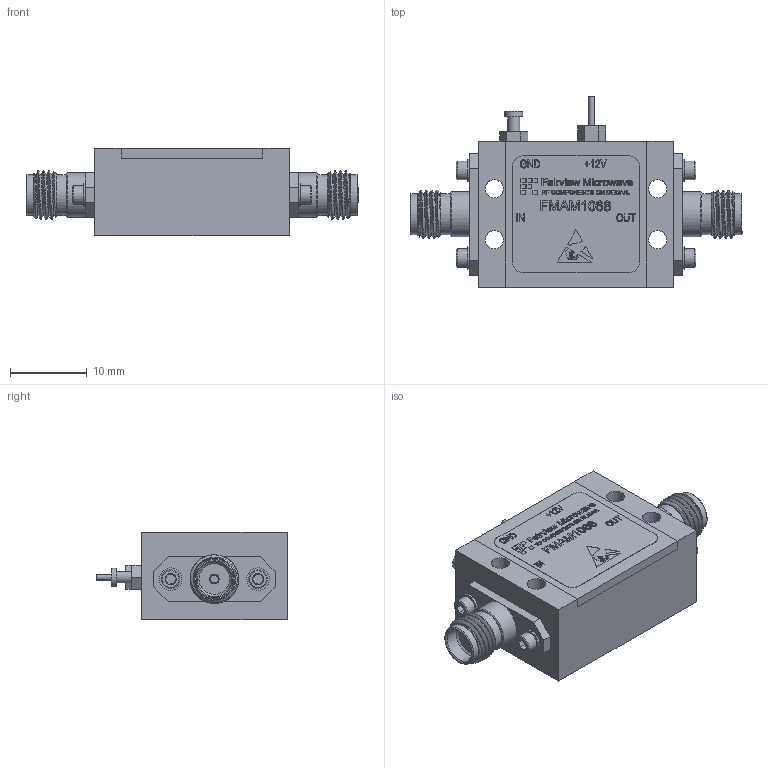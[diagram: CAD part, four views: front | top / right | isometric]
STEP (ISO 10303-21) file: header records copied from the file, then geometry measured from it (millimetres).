
FILE_DESCRIPTION (( 'STEP AP203' ), '1' );
FILE_NAME ('PE15A1068.step', '2020-03-10T14:43:03', ( '' ), ( '' ), 'SwSTEP 2.0', 'SolidWorks 2018', '' );
FILE_SCHEMA (( 'CONFIG_CONTROL_DESIGN' ));
Length unit declared in the file: inch
Products named in the file (1): PE15A1068
Bounding box: 43.38 x 24.89 x 11.48 mm (x, y, z)
Volume: 6214.7 mm3; surface area: 4614.2 mm2
Topology: 16 solids, 16 shells, 1162 faces, 2913 edges, 1915 vertices
Faces by surface type: plane 727, bspline 294, cylinder 75, cone 66
Full cylindrical faces by diameter (mm): 0.762 x1, 1.016 x3, 1.27 x9, 1.524 x7, 1.854 x6, 2.381 x4, 2.388 x1, 2.438 x6, 2.946 x6, 4.521 x3, 5.334 x6, 5.842 x3
Entity records: 53781 total; most frequent: CARTESIAN_POINT 28580, ORIENTED_EDGE 5572, DIRECTION 4053, EDGE_CURVE 2786, VECTOR 1901, LINE 1901, VERTEX_POINT 1873, EDGE_LOOP 1393
